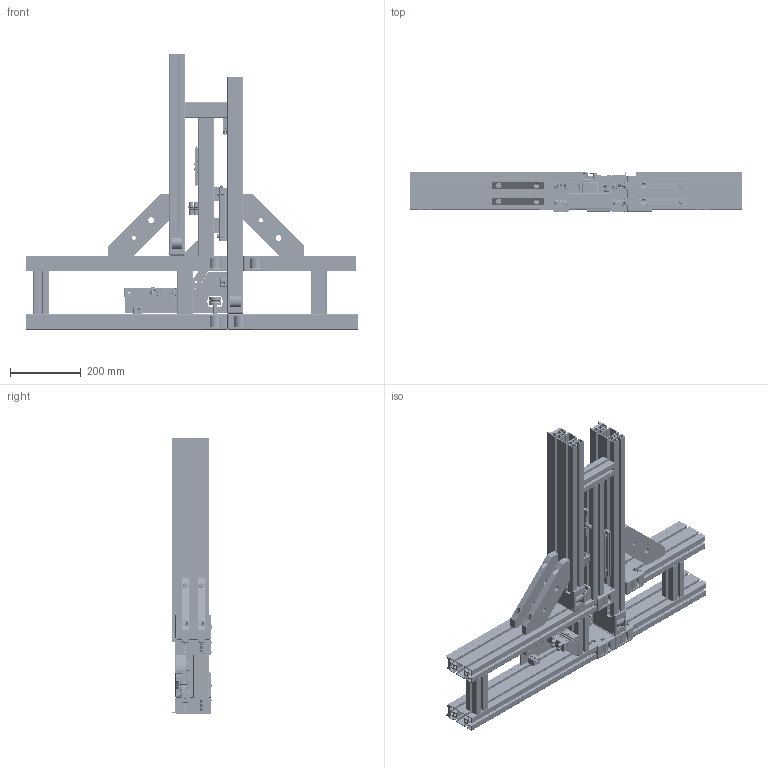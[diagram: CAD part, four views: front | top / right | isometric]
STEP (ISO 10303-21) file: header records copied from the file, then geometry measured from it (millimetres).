
FILE_DESCRIPTION(/* description */ ('Ausschleusung TSG 200 rechts'),/* implementation_level */ '2;1');
FILE_NAME(/* name */ '430072-0S.step',/* time_stamp */ '2021-09-06T14:52:02+02:00',/* author */ ('MuellerJ'),/* organization */ (''),/* preprocessor_version */ 'ST-DEVELOPER v18.1',/* originating_system */ 'Autodesk Inventor 2021',/* authorisation */ '');
FILE_SCHEMA (('AUTOMOTIVE_DESIGN { 1 0 10303 214 3 1 1 }'));
Products named in the file (104): 43-0072-0FZ.000; 43-1100-0BG.001; 43-1101-0BG.002; 43-1101-1FZ.001; 43-1103-0FZ.005; 43-1109-0FZ.000; MTW_1-00101639; leer; 43-1104-0FZ.003; leer_1; leer_2; 43-1106-0FZ.001; leer_3; 43-1107-0FZ.001; leer_4; leer_5; leer_6; leer_7; leer_8; leer_9; leer_10; leer_11; leer_12; leer_13; leer_14; leer_15; 20-1033-0FZ.001; 20-1033-0FZ.001_1; 20-1033-0FZ.001_2; leer_16; 21-1784-1FZ.000; leer_17; 21-1351-2FZ.005; 21-1362-0FZ.000; 21-1133-12FZ.000; leer_18; leer_19; leer_20; leer_21; leer_22 ...
Assembly tree (185 placements, depth 3):
  43-0072-0FZ.000
    43-1100-0BG.001  x5
      43-1103-0FZ.005
      MTW_1-00101639
      leer
      43-1104-0FZ.003
      leer_1
      leer_2
    43-1101-0BG.002
      43-1101-1FZ.001
      43-1103-0FZ.005
      43-1109-0FZ.000
      MTW_1-00101639
      leer  x4
      43-1104-0FZ.003  x2
      leer_1  x2
      leer_2  x2
      43-1106-0FZ.001
      leer_3
      43-1107-0FZ.001
      leer_4  x3
      leer_5  x3
      leer_6
    leer_9  x3
    leer_7
    leer_8
    leer_10
    leer_11
    leer_12
    leer_13  x2
    leer_14
    leer_15
    20-1033-0FZ.001  x4
    20-1033-0FZ.001_1
    20-1033-0FZ.001_2
    leer_16  x4
      21-1784-1FZ.000
      leer_17
      21-1351-2FZ.005
    leer_26  x6
    21-1362-0FZ.000  x2
    21-1133-12FZ.000
    21-1351-0FZ.004_2
    leer_18
    leer_19
    leer_20
    leer_21
    leer_22
    leer_23
      FK-00030637
      FK-00030636
    leer_24  x2
      leer_25
    43-0076-0FZ.000
    leer_27  x2
    leer_28  x2
    21-1351-2FZ.005_1  x4
    leer_29  x3
    43-0075-0FZ.000
    leer_47  x4
Bounding box: 940 x 112 x 780 mm (x, y, z)
Volume: 7513111.8 mm3; surface area: 4223452.6 mm2
Topology: 247 solids, 273 shells, 9172 faces, 24292 edges, 16132 vertices
Faces by surface type: plane 4809, cylinder 2711, cone 747, torus 669, sphere 204, bspline 32
Full cylindrical faces by diameter (mm): 2 x5, 2.4 x4, 2.459 x10, 2.46 x2, 2.6 x2, 3 x22, 3.2 x6, 3.242 x13, 3.333 x4, 3.4 x12, 3.5 x22, 3.9 x2, 4 x28, 4.134 x39, 4.3 x10, 4.5 x6, 4.917 x7, 5 x48, 5.2 x2, 5.3 x1, 5.5 x32, 5.6 x5, 5.8 x3, 6 x53, 6.4 x2, 6.5 x6, 6.58 x3, 6.6 x18, 6.8 x8, 6.9 x3
Entity records: 122565 total; most frequent: CARTESIAN_POINT 23035, DIRECTION 20129, ORIENTED_EDGE 19424, EDGE_CURVE 9712, AXIS2_PLACEMENT_3D 6992, VERTEX_POINT 6416, LINE 6145, VECTOR 6145
